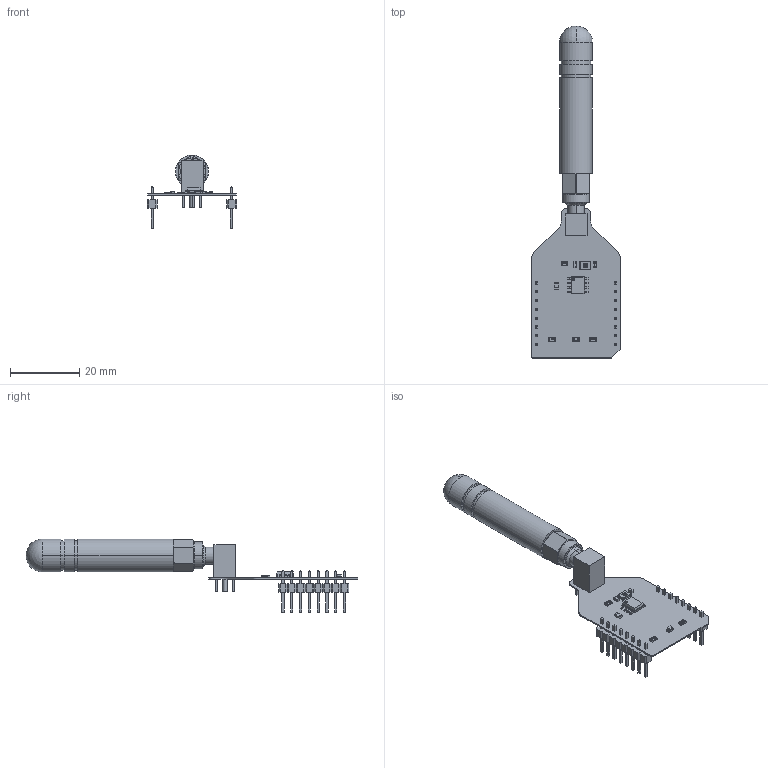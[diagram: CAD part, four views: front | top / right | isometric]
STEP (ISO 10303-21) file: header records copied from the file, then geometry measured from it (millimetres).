
FILE_DESCRIPTION(('Open CASCADE Model'),'2;1');
FILE_NAME('Open CASCADE Shape Model','2017-11-13T15:53:25',('Author'),( 'Open CASCADE'),'Open CASCADE STEP processor 6.8','Open CASCADE 6.8' ,'Unknown');
FILE_SCHEMA(('AUTOMOTIVE_DESIGN { 1 0 10303 214 1 1 1 1 }'));
Length unit declared in the file: millimetre
Products named in the file (33): PCB; Board; JP2; User_Library-R_0805; C1; User_Library-SMD_CAPACITOR0603; C2; C3; User_Library-SMD_CAPACITOR0805; JP1; MBD1; 1165458880; User_Library-PinHeaderX3_PinHeader_Body_1; User_Library-PinHeaderX3_PinHeader_Pins_1; 1167152368; 1167164144; User_Library-PinHeaderX5-1_PinHeaderX5_Pins_1; User_Library-PinHeaderX5-1_PinHeaderX5_Body_1; 1167151472; LD1; led_0805_green; R1; Y1; CRYSTAL_3.2x2.5; CN1; User_Library-sma_ra_pcb_mount_molex; User_Library-Antenna_AP22A; U1; User_Library-SOIC-8-1
Assembly tree (35 placements, depth 4):
  PCB
    Board
    JP2
      User_Library-R_0805
    C1
      User_Library-SMD_CAPACITOR0603
    C2
      User_Library-SMD_CAPACITOR0603
    C3
      User_Library-SMD_CAPACITOR0805
    JP1
      User_Library-R_0805
    MBD1
      1165458880
        User_Library-PinHeaderX3_PinHeader_Body_1
        User_Library-PinHeaderX3_PinHeader_Pins_1
      1167152368
        User_Library-PinHeaderX3_PinHeader_Body_1
        User_Library-PinHeaderX3_PinHeader_Pins_1
      1167164144
        User_Library-PinHeaderX5-1_PinHeaderX5_Pins_1
        User_Library-PinHeaderX5-1_PinHeaderX5_Body_1
      1167151472
        User_Library-PinHeaderX5-1_PinHeaderX5_Pins_1
        User_Library-PinHeaderX5-1_PinHeaderX5_Body_1
    LD1
      led_0805_green
    R1
      User_Library-R_0805
    Y1
      CRYSTAL_3.2x2.5
    CN1
      User_Library-sma_ra_pcb_mount_molex
      User_Library-Antenna_AP22A
    U1
      User_Library-SOIC-8-1
Bounding box: 25.79 x 95.88 x 21.36 mm (x, y, z)
Volume: 4543 mm3; surface area: 5690.2 mm2
Topology: 44 solids, 44 shells, 1256 faces, 3095 edges, 1940 vertices
Faces by surface type: plane 867, bspline 182, cylinder 147, sphere 44, torus 10, cone 6
Entity records: 39515 total; most frequent: CARTESIAN_POINT 9483, ORIENTED_EDGE 4978, DIRECTION 4512, EDGE_CURVE 2489, LINE 1950, VECTOR 1950, VERTEX_POINT 1568, AXIS2_PLACEMENT_3D 1281
